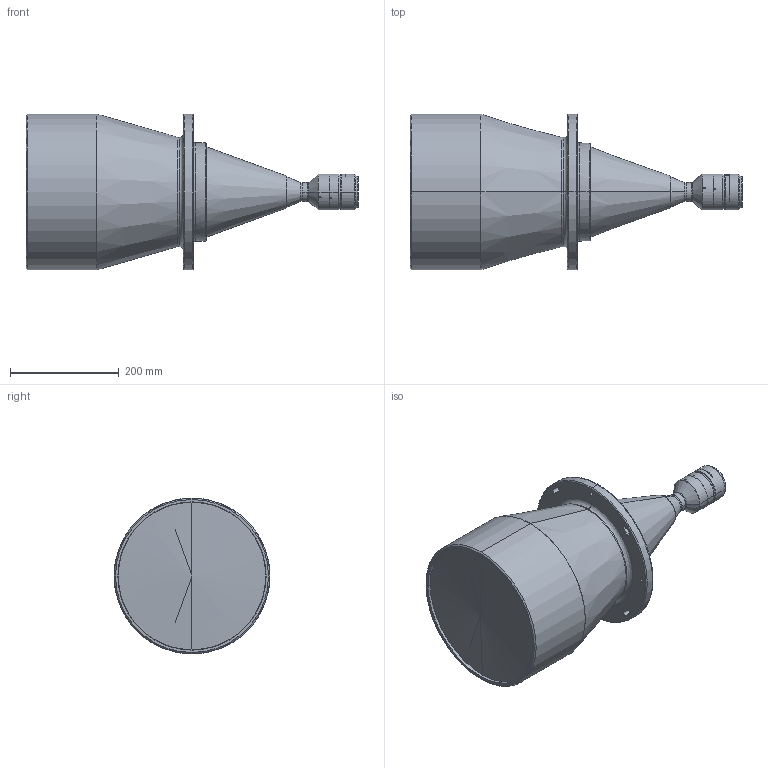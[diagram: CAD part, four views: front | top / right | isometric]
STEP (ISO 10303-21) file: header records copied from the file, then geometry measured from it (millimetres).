
FILE_DESCRIPTION (( 'STEP AP203' ), '1' );
FILE_NAME ('DTCM430H-240H-M58-AL.STEP', '2023-05-05T05:42:25', ( '' ), ( '' ), 'SwSTEP 2.0', 'SolidWorks 2017', '' );
FILE_SCHEMA (( 'CONFIG_CONTROL_DESIGN' ));
Length unit declared in the file: millimetre
Products named in the file (1): DTCM430H-240H-M58-AL
Bounding box: 609.61 x 286 x 286 mm (x, y, z)
Volume: 19105893.7 mm3; surface area: 498621.8 mm2
Topology: 1 solids, 1 shells, 165 faces, 399 edges, 252 vertices
Faces by surface type: cylinder 86, cone 38, plane 25, bspline 16
Entity records: 6219 total; most frequent: CARTESIAN_POINT 2280, DIRECTION 842, ORIENTED_EDGE 790, EDGE_CURVE 395, AXIS2_PLACEMENT_3D 352, VERTEX_POINT 252, CIRCLE 202, EDGE_LOOP 201
